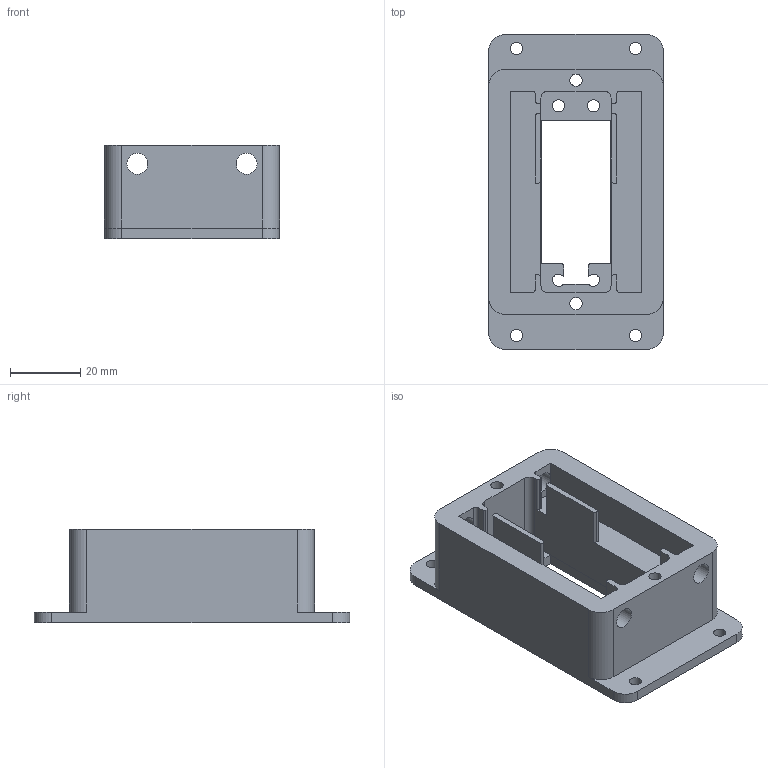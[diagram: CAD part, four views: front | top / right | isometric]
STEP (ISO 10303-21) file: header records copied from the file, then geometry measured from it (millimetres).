
FILE_DESCRIPTION(/* description */ (''),/* implementation_level */ '2;1');
FILE_NAME(/* name */ 'Valve_body v9.step',/* time_stamp */ '2020-04-26T09:51:52+02:00',/* author */ (''),/* organization */ (''),/* preprocessor_version */ 'ST-DEVELOPER v18',/* originating_system */ 'Autodesk Translation Framework v8.12.0.6',/* authorisation */ '');
FILE_SCHEMA (('AUTOMOTIVE_DESIGN { 1 0 10303 214 3 1 1 }'));
Length unit declared in the file: millimetre
Products named in the file (1): Valve_body
Bounding box: 50 x 90 x 26.6 mm (x, y, z)
Volume: 54892.4 mm3; surface area: 19998.9 mm2
Topology: 1 solids, 1 shells, 111 faces, 332 edges, 222 vertices
Faces by surface type: plane 61, cylinder 50
Full cylindrical faces by diameter (mm): 3.5 x8, 6 x4
Entity records: 3872 total; most frequent: DIRECTION 674, CARTESIAN_POINT 666, ORIENTED_EDGE 664, EDGE_CURVE 332, AXIS2_PLACEMENT_3D 230, VERTEX_POINT 222, LINE 214, VECTOR 214
